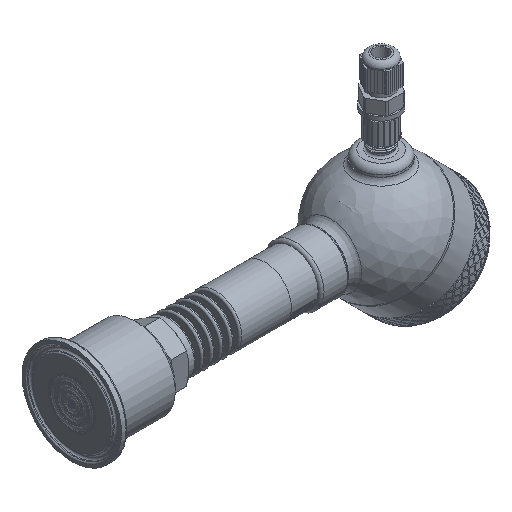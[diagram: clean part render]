
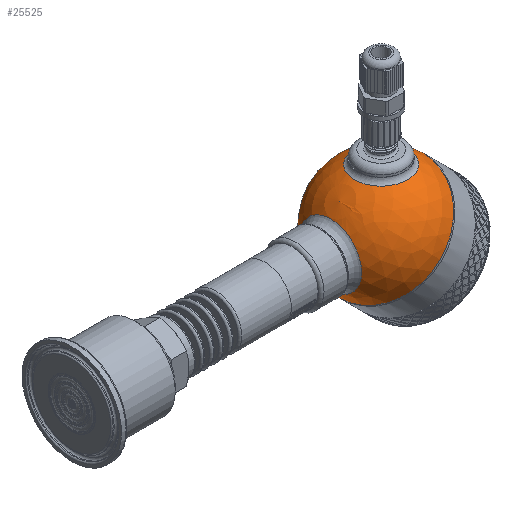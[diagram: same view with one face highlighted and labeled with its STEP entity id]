
A CAD part, isometric view. The second image highlights one B-rep face of the part: STEP entity #25525.
In plain terms, the highlighted spherical face has radius 30 mm.
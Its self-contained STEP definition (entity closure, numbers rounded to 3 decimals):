
#39=SPHERICAL_SURFACE('',#27181,30.);
#1059=FACE_BOUND('',#3784,.T.);
#1060=FACE_BOUND('',#3785,.T.);
#2107=FACE_OUTER_BOUND('',#3783,.T.);
#3783=EDGE_LOOP('',(#19053,#19054,#19055,#19056));
#3784=EDGE_LOOP('',(#19057));
#3785=EDGE_LOOP('',(#19058));
#5399=CIRCLE('',#27178,15.643);
#5402=CIRCLE('',#27182,30.);
#5403=CIRCLE('',#27183,30.);
#5404=CIRCLE('',#27184,30.);
#5405=CIRCLE('',#27185,13.5);
#10777=VERTEX_POINT('',#48879);
#10779=VERTEX_POINT('',#48885);
#10780=VERTEX_POINT('',#48886);
#10781=VERTEX_POINT('',#48888);
#10782=VERTEX_POINT('',#48891);
#13849=EDGE_CURVE('',#10777,#10777,#5399,.T.);
#13852=EDGE_CURVE('',#10779,#10780,#5402,.T.);
#13853=EDGE_CURVE('',#10779,#10781,#5403,.T.);
#13854=EDGE_CURVE('',#10780,#10779,#5404,.T.);
#13855=EDGE_CURVE('',#10782,#10782,#5405,.T.);
#19053=ORIENTED_EDGE('',*,*,#13852,.F.);
#19054=ORIENTED_EDGE('',*,*,#13853,.T.);
#19055=ORIENTED_EDGE('',*,*,#13853,.F.);
#19056=ORIENTED_EDGE('',*,*,#13854,.F.);
#19057=ORIENTED_EDGE('',*,*,#13849,.F.);
#19058=ORIENTED_EDGE('',*,*,#13855,.F.);
#25525=ADVANCED_FACE('',(#2107,#1059,#1060),#39,.T.);
#27178=AXIS2_PLACEMENT_3D('',#48880,#29261,#29262);
#27181=AXIS2_PLACEMENT_3D('',#48884,#29267,#29268);
#27182=AXIS2_PLACEMENT_3D('',#48887,#29269,#29270);
#27183=AXIS2_PLACEMENT_3D('',#48889,#29271,#29272);
#27184=AXIS2_PLACEMENT_3D('',#48890,#29273,#29274);
#27185=AXIS2_PLACEMENT_3D('',#48892,#29275,#29276);
#29261=DIRECTION('center_axis',(-0.707,0.,0.707));
#29262=DIRECTION('ref_axis',(0.707,0.,0.707));
#29267=DIRECTION('center_axis',(1.,0.,0.));
#29268=DIRECTION('ref_axis',(0.,-1.,0.));
#29269=DIRECTION('center_axis',(1.,0.,0.));
#29270=DIRECTION('ref_axis',(0.,1.,0.));
#29271=DIRECTION('center_axis',(0.,0.,1.));
#29272=DIRECTION('ref_axis',(0.,1.,0.));
#29273=DIRECTION('center_axis',(1.,0.,0.));
#29274=DIRECTION('ref_axis',(0.,1.,0.));
#29275=DIRECTION('center_axis',(-0.707,0.,-0.707));
#29276=DIRECTION('ref_axis',(-0.707,0.,0.707));
#48879=CARTESIAN_POINT('',(-29.162,0.,7.04));
#48880=CARTESIAN_POINT('Origin',(-18.101,0.,18.101));
#48884=CARTESIAN_POINT('Origin',(0.,0.,0.));
#48885=CARTESIAN_POINT('',(0.,30.,0.));
#48886=CARTESIAN_POINT('',(0.,-30.,0.));
#48887=CARTESIAN_POINT('Origin',(0.,0.,0.));
#48888=CARTESIAN_POINT('',(-30.,0.,0.));
#48889=CARTESIAN_POINT('Origin',(0.,0.,0.));
#48890=CARTESIAN_POINT('Origin',(0.,0.,0.));
#48891=CARTESIAN_POINT('',(-9.398,0.,-28.49));
#48892=CARTESIAN_POINT('Origin',(-18.944,0.,-18.944));
